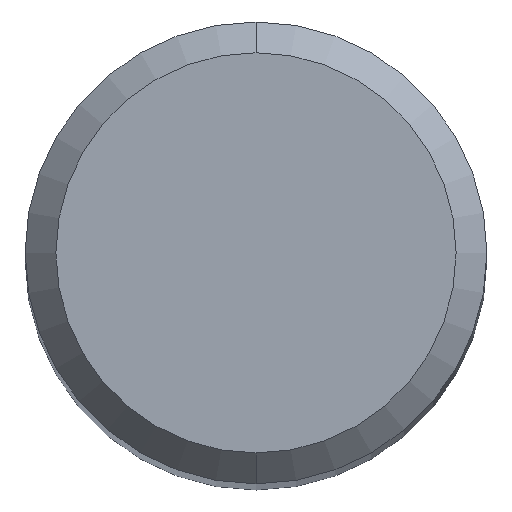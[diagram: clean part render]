
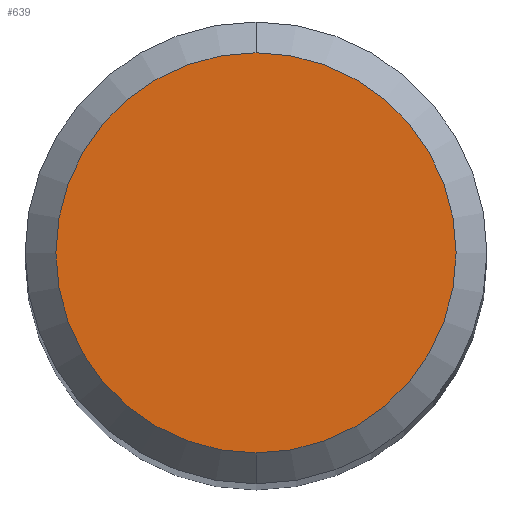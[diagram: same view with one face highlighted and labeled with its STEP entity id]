
A CAD part, top view. The second image highlights one B-rep face of the part: STEP entity #639.
In plain terms, the highlighted planar face has unit normal (0, 0, 1).
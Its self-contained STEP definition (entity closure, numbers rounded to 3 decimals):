
#583=VERTEX_POINT('',#1518);
#639=ADVANCED_FACE('',(#1580),#1581,.T.);
#723=EDGE_CURVE('',#1253,#583,#1672,.T.);
#1253=VERTEX_POINT('',#2250);
#1305=EDGE_CURVE('',#583,#1253,#2306,.T.);
#1518=CARTESIAN_POINT('',(0.,-2.6,0.0));
#1580=FACE_OUTER_BOUND('',#4482,.T.);
#1581=PLANE('',#4483);
#1672=CIRCLE('',#5478,2.6);
#2250=CARTESIAN_POINT('',(0.0,2.6,0.0));
#2306=CIRCLE('',#11871,2.6);
#4482=EDGE_LOOP('',(#13760,#13761));
#4483=AXIS2_PLACEMENT_3D('',#13762,#13763,#13764);
#5478=AXIS2_PLACEMENT_3D('',#13833,#13834,#13835);
#11871=AXIS2_PLACEMENT_3D('',#14456,#14457,#14458);
#13760=ORIENTED_EDGE('',*,*,#723,.F.);
#13761=ORIENTED_EDGE('',*,*,#1305,.F.);
#13762=CARTESIAN_POINT('',(0.0,1.3,0.0));
#13763=DIRECTION('',(-0.0,0.0,1.0));
#13764=DIRECTION('',(0.0,-1.0,0.0));
#13833=CARTESIAN_POINT('',(0.0,0.0,0.0));
#13834=DIRECTION('',(0.0,0.0,-1.0));
#13835=DIRECTION('',(0.0,1.0,0.0));
#14456=CARTESIAN_POINT('',(0.0,0.0,0.0));
#14457=DIRECTION('',(0.0,0.0,-1.0));
#14458=DIRECTION('',(0.0,1.0,0.0));
